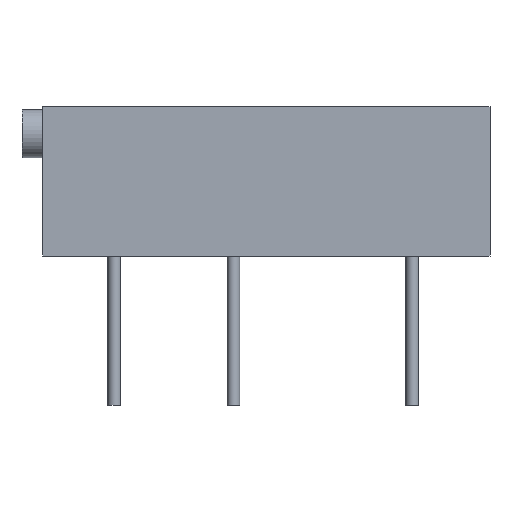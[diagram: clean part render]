
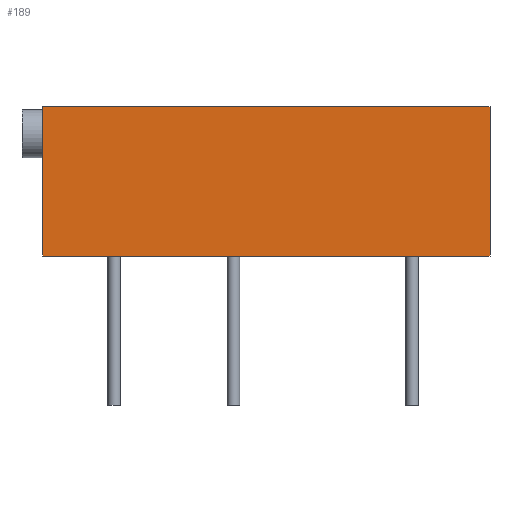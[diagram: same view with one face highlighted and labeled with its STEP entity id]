
A CAD part, front view. The second image highlights one B-rep face of the part: STEP entity #189.
In plain terms, the highlighted planar face has unit normal (0, -1, 0).
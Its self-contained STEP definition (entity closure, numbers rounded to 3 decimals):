
#4 = VERTEX_POINT ( 'NONE', #50 ) ;
#8 = VECTOR ( 'NONE', #258, 1000. ) ;
#11 = CARTESIAN_POINT ( 'NONE',  ( 16.015, -1.143, 0. ) ) ;
#33 = DIRECTION ( 'NONE',  ( 0., -1., 0. ) ) ;
#49 = VERTEX_POINT ( 'NONE', #503 ) ;
#50 = CARTESIAN_POINT ( 'NONE',  ( 16.015, -1.143, 6.35 ) ) ;
#56 = VECTOR ( 'NONE', #347, 1000. ) ;
#81 = EDGE_CURVE ( 'NONE', #4, #430, #584, .T. ) ;
#83 = LINE ( 'NONE', #267, #8 ) ;
#87 = CARTESIAN_POINT ( 'NONE',  ( -3.035, -1.143, 0. ) ) ;
#97 = ORIENTED_EDGE ( 'NONE', *, *, #159, .F. ) ;
#106 = ORIENTED_EDGE ( 'NONE', *, *, #511, .F. ) ;
#130 = PLANE ( 'NONE',  #571 ) ;
#159 = EDGE_CURVE ( 'NONE', #430, #555, #467, .T. ) ;
#166 = CARTESIAN_POINT ( 'NONE',  ( 16.015, -1.143, 6.35 ) ) ;
#189 = ADVANCED_FACE ( 'NONE', ( #276 ), #130, .T. ) ;
#203 = VECTOR ( 'NONE', #369, 1000. ) ;
#219 = ORIENTED_EDGE ( 'NONE', *, *, #349, .F. ) ;
#232 = DIRECTION ( 'NONE',  ( 0., 0., -1. ) ) ;
#245 = EDGE_LOOP ( 'NONE', ( #97, #488, #106, #219 ) ) ;
#258 = DIRECTION ( 'NONE',  ( 1., 0., 0. ) ) ;
#267 = CARTESIAN_POINT ( 'NONE',  ( -3.035, -1.143, 6.35 ) ) ;
#276 = FACE_OUTER_BOUND ( 'NONE', #245, .T. ) ;
#290 = VECTOR ( 'NONE', #312, 1000. ) ;
#305 = CARTESIAN_POINT ( 'NONE',  ( -3.035, -1.143, 0. ) ) ;
#312 = DIRECTION ( 'NONE',  ( 0., 0., 1. ) ) ;
#347 = DIRECTION ( 'NONE',  ( 0., 0., -1. ) ) ;
#349 = EDGE_CURVE ( 'NONE', #555, #49, #547, .T. ) ;
#369 = DIRECTION ( 'NONE',  ( -1., 0., 0. ) ) ;
#430 = VERTEX_POINT ( 'NONE', #11 ) ;
#467 = LINE ( 'NONE', #606, #203 ) ;
#488 = ORIENTED_EDGE ( 'NONE', *, *, #81, .F. ) ;
#503 = CARTESIAN_POINT ( 'NONE',  ( -3.035, -1.143, 6.35 ) ) ;
#511 = EDGE_CURVE ( 'NONE', #49, #4, #83, .T. ) ;
#547 = LINE ( 'NONE', #305, #290 ) ;
#555 = VERTEX_POINT ( 'NONE', #568 ) ;
#568 = CARTESIAN_POINT ( 'NONE',  ( -3.035, -1.143, 0. ) ) ;
#571 = AXIS2_PLACEMENT_3D ( 'NONE', #87, #33, #232 ) ;
#584 = LINE ( 'NONE', #166, #56 ) ;
#606 = CARTESIAN_POINT ( 'NONE',  ( 16.015, -1.143, 0. ) ) ;
